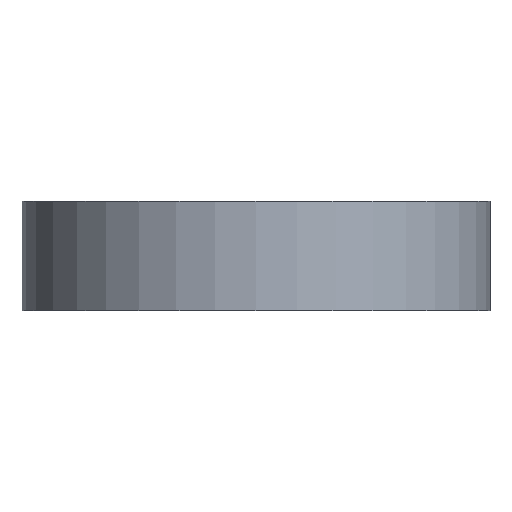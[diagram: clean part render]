
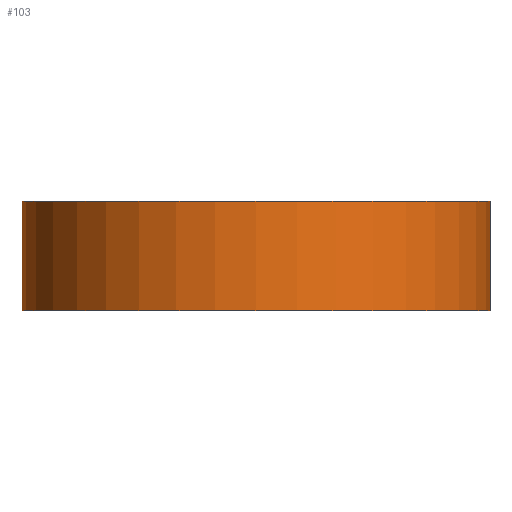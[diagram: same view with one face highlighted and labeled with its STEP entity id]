
A CAD part, front view. The second image highlights one B-rep face of the part: STEP entity #103.
In plain terms, the highlighted cylindrical face has radius 6 mm (diameter 12 mm), a partial arc.
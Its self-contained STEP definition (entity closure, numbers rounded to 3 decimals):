
#69=VERTEX_POINT('',#159);
#75=EDGE_CURVE('',#93,#69,#166,.T.);
#85=VERTEX_POINT('',#176);
#91=EDGE_CURVE('',#85,#93,#182,.T.);
#93=VERTEX_POINT('',#184);
#97=EDGE_CURVE('',#121,#69,#190,.T.);
#99=EDGE_CURVE('',#121,#85,#192,.T.);
#103=ADVANCED_FACE('',(#196),#197,.T.);
#121=VERTEX_POINT('',#216);
#159=CARTESIAN_POINT('',(-6.,0.,0.));
#166=LINE('',#253,#254);
#176=CARTESIAN_POINT('',(6.0,0.,2.8));
#182=CIRCLE('',#277,6.);
#184=CARTESIAN_POINT('',(-6.,0.,2.8));
#190=CIRCLE('',#286,6.);
#192=LINE('',#289,#290);
#196=FACE_OUTER_BOUND('',#296,.T.);
#197=CYLINDRICAL_SURFACE('',#297,6.);
#216=CARTESIAN_POINT('',(6.0,0.,0.));
#253=CARTESIAN_POINT('',(-6.,0.,1.4));
#254=VECTOR('',#364,1.0);
#277=AXIS2_PLACEMENT_3D('',#378,#379,#380);
#286=AXIS2_PLACEMENT_3D('',#389,#390,#391);
#289=CARTESIAN_POINT('',(6.0,0.,1.4));
#290=VECTOR('',#392,1.0);
#296=EDGE_LOOP('',(#395,#396,#397,#398));
#297=AXIS2_PLACEMENT_3D('',#399,#400,#401);
#364=DIRECTION('',(0.0,0.0,-1.0));
#378=CARTESIAN_POINT('',(0.,0.,2.8));
#379=DIRECTION('',(-0.0,0.0,-1.0));
#380=DIRECTION('',(-1.0,0.,0.0));
#389=CARTESIAN_POINT('',(0.,0.,0.));
#390=DIRECTION('',(-0.0,0.0,-1.0));
#391=DIRECTION('',(-1.0,0.,0.0));
#392=DIRECTION('',(-0.0,-0.0,1.0));
#395=ORIENTED_EDGE('',*,*,#75,.T.);
#396=ORIENTED_EDGE('',*,*,#97,.F.);
#397=ORIENTED_EDGE('',*,*,#99,.T.);
#398=ORIENTED_EDGE('',*,*,#91,.T.);
#399=CARTESIAN_POINT('',(0.,0.,1.4));
#400=DIRECTION('',(0.0,-0.0,1.0));
#401=DIRECTION('',(-1.0,0.,0.0));
